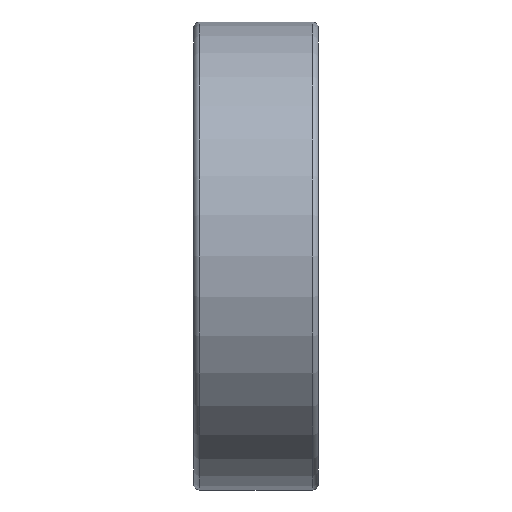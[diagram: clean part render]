
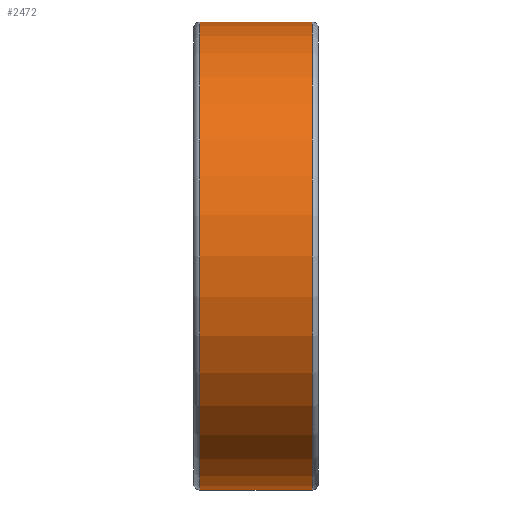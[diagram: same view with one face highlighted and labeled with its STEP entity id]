
A CAD part, front view. The second image highlights one B-rep face of the part: STEP entity #2472.
In plain terms, the highlighted cylindrical face has radius 75 mm (diameter 150 mm), a partial arc.
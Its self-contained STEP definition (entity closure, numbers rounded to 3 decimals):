
#6 = DIRECTION ( 'NONE',  ( 1., 0., 0. ) ) ;
#53 = CARTESIAN_POINT ( 'NONE',  ( 68.573, -35.05, 85.816 ) ) ;
#210 = VECTOR ( 'NONE', #4824, 1000. ) ;
#622 = ORIENTED_EDGE ( 'NONE', *, *, #4161, .T. ) ;
#752 = CARTESIAN_POINT ( 'NONE',  ( 50.573, -35.05, 85.816 ) ) ;
#1262 = CIRCLE ( 'NONE', #1952, 75. ) ;
#1367 = VERTEX_POINT ( 'NONE', #2846 ) ;
#1591 = CYLINDRICAL_SURFACE ( 'NONE', #2103, 75. ) ;
#1886 = VERTEX_POINT ( 'NONE', #2161 ) ;
#1952 = AXIS2_PLACEMENT_3D ( 'NONE', #2072, #6531, #2147 ) ;
#2017 = EDGE_CURVE ( 'NONE', #2397, #1367, #6049, .T. ) ;
#2072 = CARTESIAN_POINT ( 'NONE',  ( 86.573, -35.05, 85.816 ) ) ;
#2103 = AXIS2_PLACEMENT_3D ( 'NONE', #53, #6, #5887 ) ;
#2111 = CARTESIAN_POINT ( 'NONE',  ( 50.573, -35.05, 160.816 ) ) ;
#2114 = LINE ( 'NONE', #5861, #6038 ) ;
#2147 = DIRECTION ( 'NONE',  ( 0., 0., -1. ) ) ;
#2161 = CARTESIAN_POINT ( 'NONE',  ( 86.573, -35.05, 10.816 ) ) ;
#2397 = VERTEX_POINT ( 'NONE', #2111 ) ;
#2472 = ADVANCED_FACE ( 'NONE', ( #4397 ), #1591, .T. ) ;
#2846 = CARTESIAN_POINT ( 'NONE',  ( 50.573, -35.05, 10.816 ) ) ;
#3686 = CARTESIAN_POINT ( 'NONE',  ( 68.573, -35.05, 160.816 ) ) ;
#3800 = AXIS2_PLACEMENT_3D ( 'NONE', #752, #4486, #4627 ) ;
#3853 = CARTESIAN_POINT ( 'NONE',  ( 86.573, -35.05, 160.816 ) ) ;
#3929 = ORIENTED_EDGE ( 'NONE', *, *, #2017, .T. ) ;
#4161 = EDGE_CURVE ( 'NONE', #1886, #6707, #1262, .T. ) ;
#4248 = DIRECTION ( 'NONE',  ( 1., 0., 0. ) ) ;
#4397 = FACE_OUTER_BOUND ( 'NONE', #5563, .T. ) ;
#4453 = ORIENTED_EDGE ( 'NONE', *, *, #5053, .T. ) ;
#4486 = DIRECTION ( 'NONE',  ( 1., 0., 0. ) ) ;
#4627 = DIRECTION ( 'NONE',  ( 0., 0., 1. ) ) ;
#4824 = DIRECTION ( 'NONE',  ( 1., 0., 0. ) ) ;
#4898 = ORIENTED_EDGE ( 'NONE', *, *, #6310, .F. ) ;
#5053 = EDGE_CURVE ( 'NONE', #1367, #1886, #2114, .T. ) ;
#5318 = LINE ( 'NONE', #3686, #210 ) ;
#5563 = EDGE_LOOP ( 'NONE', ( #4898, #3929, #4453, #622 ) ) ;
#5861 = CARTESIAN_POINT ( 'NONE',  ( 68.573, -35.05, 10.816 ) ) ;
#5887 = DIRECTION ( 'NONE',  ( 0., 0., -1. ) ) ;
#6038 = VECTOR ( 'NONE', #4248, 1000. ) ;
#6049 = CIRCLE ( 'NONE', #3800, 75. ) ;
#6310 = EDGE_CURVE ( 'NONE', #2397, #6707, #5318, .T. ) ;
#6531 = DIRECTION ( 'NONE',  ( -1., 0., 0. ) ) ;
#6707 = VERTEX_POINT ( 'NONE', #3853 ) ;
